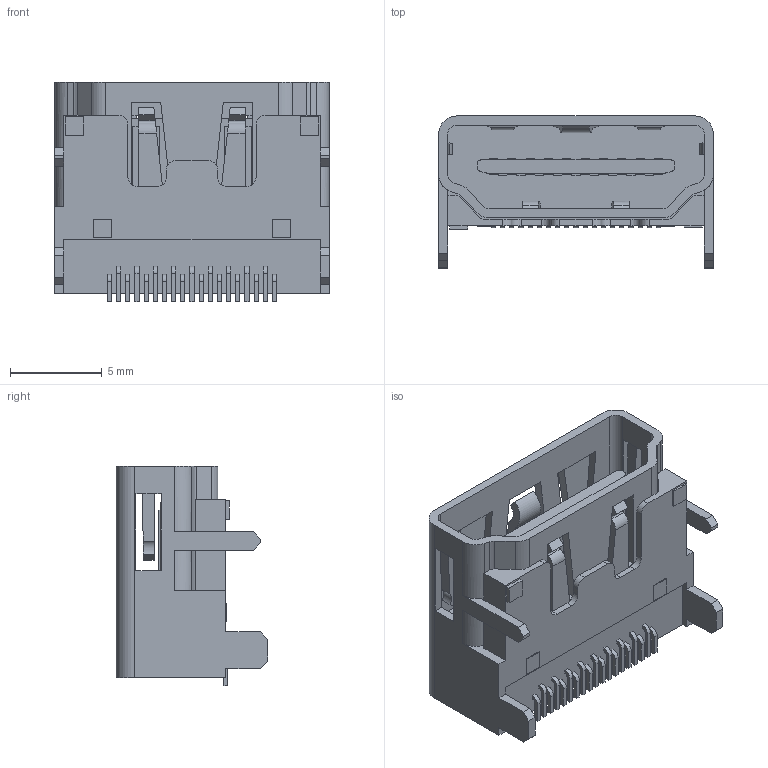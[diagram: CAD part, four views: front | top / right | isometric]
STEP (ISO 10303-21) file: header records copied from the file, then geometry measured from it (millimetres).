
FILE_DESCRIPTION(('STEP AP242'),'1');
FILE_NAME('1747981-1.stp','2021-01-22T04:10:41',('TraceParts'),('TraceParts S.A.'),'Spatial InterOp 3D',' ',' ');
FILE_SCHEMA(('AP242_MANAGED_MODEL_BASED_3D_ENGINEERING_MIM_LF {1 0 10303 442 1 1 4}'));
Length unit declared in the file: millimetre
Products named in the file (1): 1747981-1_1
Bounding box: 15 x 8.28 x 12 mm (x, y, z)
Volume: 600.5 mm3; surface area: 1183.3 mm2
Topology: 1 solids, 1 shells, 427 faces, 1200 edges, 798 vertices
Faces by surface type: plane 337, cylinder 90
Entity records: 13777 total; most frequent: CARTESIAN_POINT 2573, ORIENTED_EDGE 2390, DIRECTION 2186, EDGE_CURVE 1195, LINE 1016, VECTOR 1016, VERTEX_POINT 788, AXIS2_PLACEMENT_3D 585
